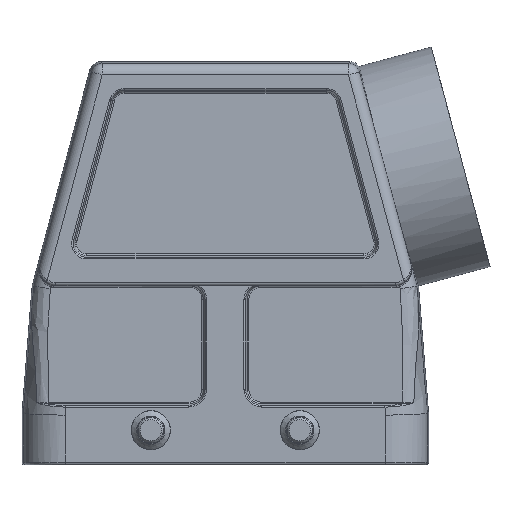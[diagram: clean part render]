
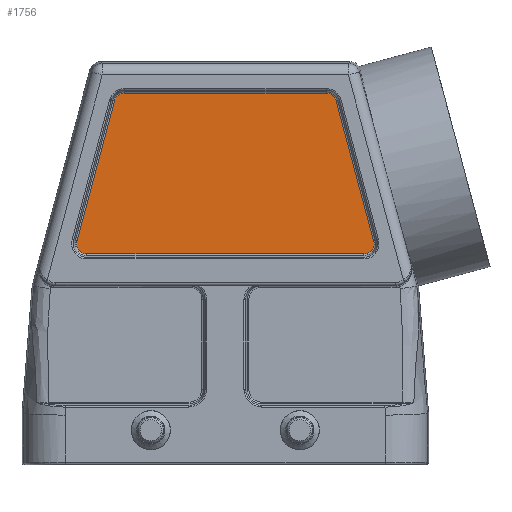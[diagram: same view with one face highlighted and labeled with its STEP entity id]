
A CAD part, front view. The second image highlights one B-rep face of the part: STEP entity #1756.
In plain terms, the highlighted planar face has unit normal (0, -1, 0).
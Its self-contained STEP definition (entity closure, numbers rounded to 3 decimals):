
#1242=FACE_OUTER_BOUND('',#3629,.T.);
#1756=ADVANCED_FACE('',(#1242),#2231,.F.);
#2231=PLANE('',#9157);
#2564=LINE('',#14484,#3086);
#2565=LINE('',#14489,#3087);
#2566=LINE('',#14493,#3088);
#2567=LINE('',#14497,#3089);
#3086=VECTOR('',#10226,1.);
#3087=VECTOR('',#10229,1.);
#3088=VECTOR('',#10232,1.);
#3089=VECTOR('',#10235,1.);
#3629=EDGE_LOOP('',(#4430,#4431,#4432,#4433,#4434,#4435,#4436,#4437));
#4430=ORIENTED_EDGE('',*,*,#7328,.T.);
#4431=ORIENTED_EDGE('',*,*,#7329,.T.);
#4432=ORIENTED_EDGE('',*,*,#7330,.T.);
#4433=ORIENTED_EDGE('',*,*,#7331,.T.);
#4434=ORIENTED_EDGE('',*,*,#7332,.T.);
#4435=ORIENTED_EDGE('',*,*,#7333,.T.);
#4436=ORIENTED_EDGE('',*,*,#7334,.T.);
#4437=ORIENTED_EDGE('',*,*,#7335,.T.);
#6610=VERTEX_POINT('',#14485);
#6611=VERTEX_POINT('',#14486);
#6612=VERTEX_POINT('',#14488);
#6613=VERTEX_POINT('',#14490);
#6614=VERTEX_POINT('',#14492);
#6615=VERTEX_POINT('',#14494);
#6616=VERTEX_POINT('',#14496);
#6617=VERTEX_POINT('',#14498);
#7328=EDGE_CURVE('',#6610,#6611,#2564,.T.);
#7329=EDGE_CURVE('',#6611,#6612,#8207,.T.);
#7330=EDGE_CURVE('',#6612,#6613,#2565,.T.);
#7331=EDGE_CURVE('',#6613,#6614,#8208,.T.);
#7332=EDGE_CURVE('',#6614,#6615,#2566,.T.);
#7333=EDGE_CURVE('',#6615,#6616,#8209,.T.);
#7334=EDGE_CURVE('',#6616,#6617,#2567,.T.);
#7335=EDGE_CURVE('',#6617,#6610,#8210,.T.);
#8207=CIRCLE('',#9153,1.835);
#8208=CIRCLE('',#9154,1.835);
#8209=CIRCLE('',#9155,1.835);
#8210=CIRCLE('',#9156,1.835);
#9153=AXIS2_PLACEMENT_3D('',#14487,#10227,#10228);
#9154=AXIS2_PLACEMENT_3D('',#14491,#10230,#10231);
#9155=AXIS2_PLACEMENT_3D('',#14495,#10233,#10234);
#9156=AXIS2_PLACEMENT_3D('',#14499,#10236,#10237);
#9157=AXIS2_PLACEMENT_3D('',#14500,#10238,#10239);
#10226=DIRECTION('',(-0.259,0.,0.966));
#10227=DIRECTION('',(0.,-1.,0.));
#10228=DIRECTION('',(0.,0.,1.));
#10229=DIRECTION('',(-1.,0.,0.));
#10230=DIRECTION('',(0.,-1.,0.));
#10231=DIRECTION('',(0.,0.,1.));
#10232=DIRECTION('',(-0.259,0.,-0.966));
#10233=DIRECTION('',(0.,-1.,0.));
#10234=DIRECTION('',(0.,0.,1.));
#10235=DIRECTION('',(1.,0.,0.));
#10236=DIRECTION('',(0.,-1.,0.));
#10237=DIRECTION('',(0.,0.,1.));
#10238=DIRECTION('',(0.,1.,0.));
#10239=DIRECTION('',(0.,0.,-1.));
#14484=CARTESIAN_POINT('',(19.8,-21.25,55.825));
#14485=CARTESIAN_POINT('',(26.498,-21.25,30.825));
#14486=CARTESIAN_POINT('',(19.8,-21.25,55.825));
#14487=CARTESIAN_POINT('',(18.027,-21.25,55.35));
#14488=CARTESIAN_POINT('',(18.027,-21.25,57.185));
#14489=CARTESIAN_POINT('',(-18.027,-21.25,57.185));
#14490=CARTESIAN_POINT('',(-18.027,-21.25,57.185));
#14491=CARTESIAN_POINT('',(-18.027,-21.25,55.35));
#14492=CARTESIAN_POINT('',(-19.8,-21.25,55.825));
#14493=CARTESIAN_POINT('',(-26.498,-21.25,30.825));
#14494=CARTESIAN_POINT('',(-26.498,-21.25,30.825));
#14495=CARTESIAN_POINT('',(-24.726,-21.25,30.35));
#14496=CARTESIAN_POINT('',(-24.726,-21.25,28.515));
#14497=CARTESIAN_POINT('',(24.726,-21.25,28.515));
#14498=CARTESIAN_POINT('',(24.726,-21.25,28.515));
#14499=CARTESIAN_POINT('',(24.726,-21.25,30.35));
#14500=CARTESIAN_POINT('',(18.027,-21.25,55.35));
